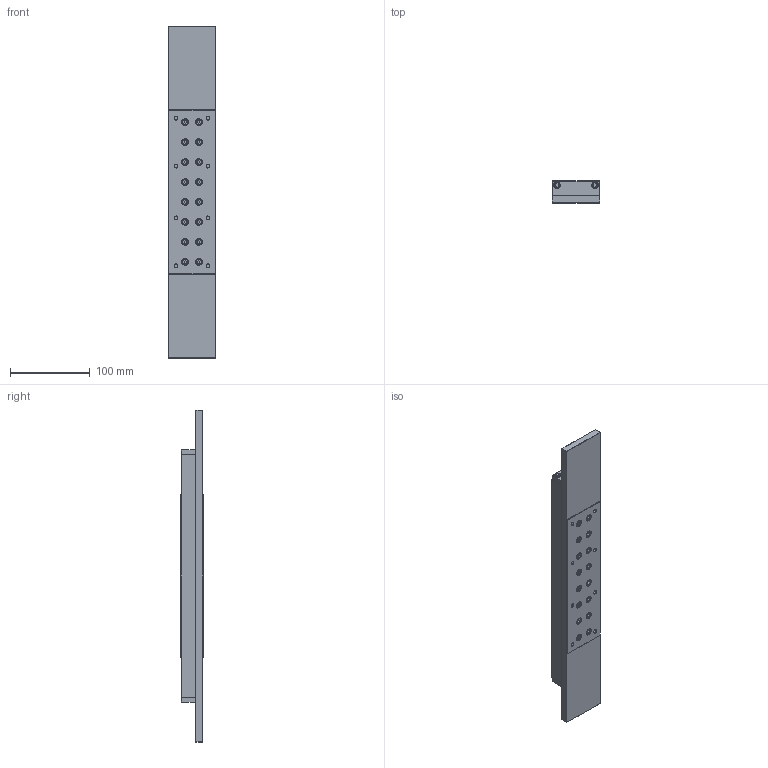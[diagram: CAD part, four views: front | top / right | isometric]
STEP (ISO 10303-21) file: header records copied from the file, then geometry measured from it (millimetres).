
FILE_DESCRIPTION (( 'STEP AP214' ), '1' );
FILE_NAME ('RTNG-3200.STEP', '2012-05-30T15:37:28', ( '' ), ( '' ), 'SwSTEP 2.0', 'SolidWorks 2011', '' );
FILE_SCHEMA (( 'AUTOMOTIVE_DESIGN' ));
Length unit declared in the file: millimetre
Products named in the file (1): RTNG-3200
Bounding box: 59.5 x 28 x 416 mm (x, y, z)
Volume: 497400.8 mm3; surface area: 143589.9 mm2
Topology: 4 solids, 4 shells, 1054 faces, 2536 edges, 1598 vertices
Faces by surface type: plane 624, cylinder 199, cone 116, torus 72, bspline 43
Entity records: 34359 total; most frequent: CARTESIAN_POINT 7800, DIRECTION 5188, ORIENTED_EDGE 5072, EDGE_CURVE 2536, VECTOR 1736, LINE 1736, AXIS2_PLACEMENT_3D 1726, VERTEX_POINT 1598
